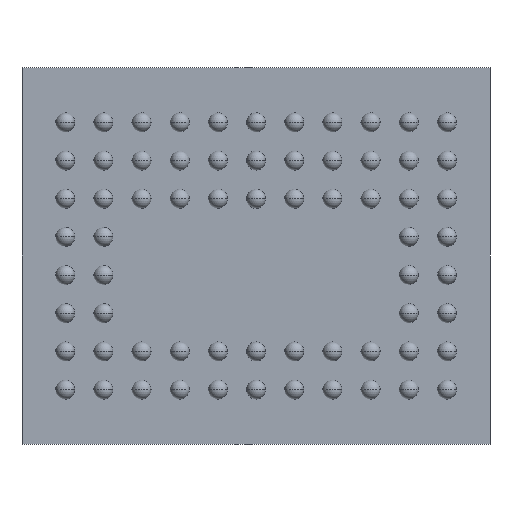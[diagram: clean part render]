
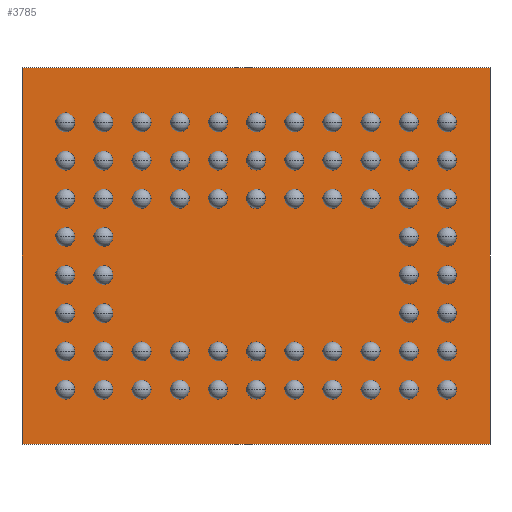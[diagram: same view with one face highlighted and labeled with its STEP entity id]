
A CAD part, front view. The second image highlights one B-rep face of the part: STEP entity #3785.
In plain terms, the highlighted planar face has unit normal (0, -1, 0).
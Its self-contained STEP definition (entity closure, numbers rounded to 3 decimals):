
#3638 = CARTESIAN_POINT ( 'NONE',  ( 3.065, 0.2, 2.465 ) ) ;
#3639 = VERTEX_POINT ( 'NONE', #3638 ) ;
#3640 = CARTESIAN_POINT ( 'NONE',  ( 3.065, 0.2, -2.465 ) ) ;
#3641 = VERTEX_POINT ( 'NONE', #3640 ) ;
#3642 = CARTESIAN_POINT ( 'NONE',  ( 3.065, 0.2, 2.465 ) ) ;
#3643 = DIRECTION ( 'NONE',  ( 0., 0., -1. ) ) ;
#3644 = VECTOR ( 'NONE', #3643, 1000. ) ;
#3645 = LINE ( 'NONE', #3642, #3644 ) ;
#3646 = EDGE_CURVE ( 'NONE', #3639, #3641, #3645, .T. ) ;
#3678 = CARTESIAN_POINT ( 'NONE',  ( -3.065, 0.2, -2.465 ) ) ;
#3679 = VERTEX_POINT ( 'NONE', #3678 ) ;
#3680 = CARTESIAN_POINT ( 'NONE',  ( -3.065, 0.2, -2.465 ) ) ;
#3681 = DIRECTION ( 'NONE',  ( -1., 0., 0. ) ) ;
#3682 = VECTOR ( 'NONE', #3681, 1000. ) ;
#3683 = LINE ( 'NONE', #3680, #3682 ) ;
#3684 = EDGE_CURVE ( 'NONE', #3641, #3679, #3683, .T. ) ;
#3709 = CARTESIAN_POINT ( 'NONE',  ( -3.065, 0.2, 2.465 ) ) ;
#3710 = VERTEX_POINT ( 'NONE', #3709 ) ;
#3711 = CARTESIAN_POINT ( 'NONE',  ( -3.065, 0.2, 2.465 ) ) ;
#3712 = DIRECTION ( 'NONE',  ( 0., 0., 1. ) ) ;
#3713 = VECTOR ( 'NONE', #3712, 1000. ) ;
#3714 = LINE ( 'NONE', #3711, #3713 ) ;
#3715 = EDGE_CURVE ( 'NONE', #3679, #3710, #3714, .T. ) ;
#3740 = CARTESIAN_POINT ( 'NONE',  ( -3.065, 0.2, 2.465 ) ) ;
#3741 = DIRECTION ( 'NONE',  ( 1., 0., 0. ) ) ;
#3742 = VECTOR ( 'NONE', #3741, 1000. ) ;
#3743 = LINE ( 'NONE', #3740, #3742 ) ;
#3744 = EDGE_CURVE ( 'NONE', #3710, #3639, #3743, .T. ) ;
#3774 = ORIENTED_EDGE ( 'NONE', *, *, #3646, .F. ) ;
#3775 = ORIENTED_EDGE ( 'NONE', *, *, #3744, .F. ) ;
#3776 = ORIENTED_EDGE ( 'NONE', *, *, #3715, .F. ) ;
#3777 = ORIENTED_EDGE ( 'NONE', *, *, #3684, .F. ) ;
#3778 = EDGE_LOOP ( 'NONE', ( #3774, #3775, #3776, #3777 ) ) ;
#3779 = FACE_OUTER_BOUND ( 'NONE', #3778, .T. ) ;
#3780 = CARTESIAN_POINT ( 'NONE',  ( 0., 0.2, 0. ) ) ;
#3781 = DIRECTION ( 'NONE',  ( 0., -1., 0. ) ) ;
#3782 = DIRECTION ( 'NONE',  ( 0., 0., -1. ) ) ;
#3783 = AXIS2_PLACEMENT_3D ( 'NONE', #3780, #3781, #3782 ) ;
#3784 = PLANE ( 'NONE', #3783 ) ;
#3785 = ADVANCED_FACE ( 'NONE', ( #3779 ), #3784, .T. ) ;
